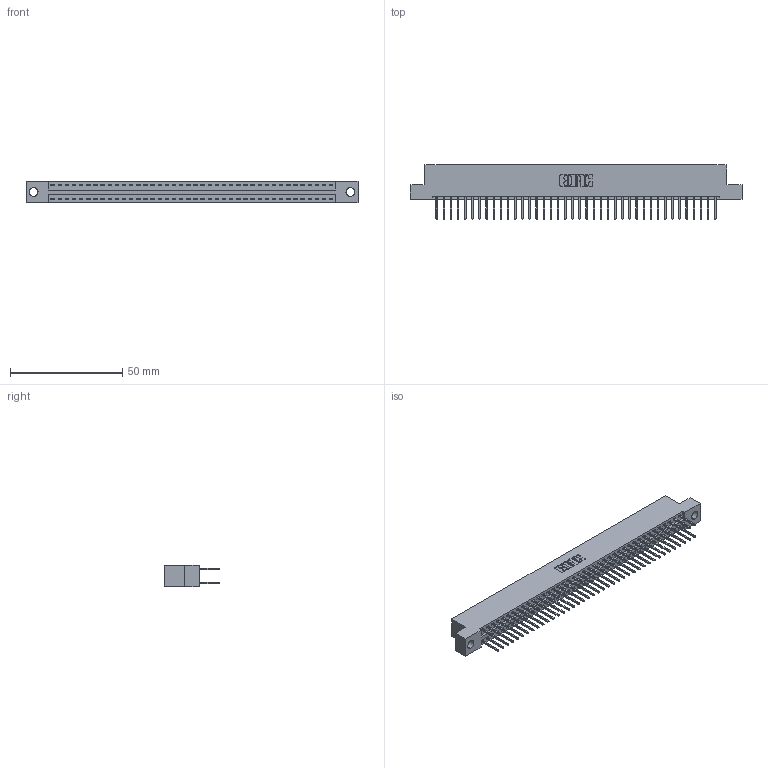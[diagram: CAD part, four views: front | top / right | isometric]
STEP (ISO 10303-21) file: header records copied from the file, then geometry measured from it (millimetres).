
FILE_DESCRIPTION (( 'STEP AP203' ), '1' );
FILE_NAME ('396-080-526-204.STEP', '2018-09-09T20:37:49', ( '' ), ( '' ), 'SwSTEP 2.0', 'SolidWorks 2016', '' );
FILE_SCHEMA (( 'CONFIG_CONTROL_DESIGN' ));
Length unit declared in the file: inch
Products named in the file (3): 345-292-001_345-293-126; 396-080-526-204; 346 Part_Flush Mounting Lugs - 0.156 Dia-TH
Assembly tree (81 placements, depth 2):
  396-080-526-204
    346 Part_Flush Mounting Lugs - 0.156 Dia-TH
    345-292-001_345-293-126  x80
Bounding box: 147.57 x 24.13 x 9.4 mm (x, y, z)
Volume: 14418.1 mm3; surface area: 20187.7 mm2
Topology: 81 solids, 81 shells, 4282 faces, 12729 edges, 8378 vertices
Faces by surface type: plane 2876, cylinder 1406
Entity records: 26395 total; most frequent: CARTESIAN_POINT 4352, ORIENTED_EDGE 4286, DIRECTION 3887, EDGE_CURVE 2143, VECTOR 1851, LINE 1851, VERTEX_POINT 1426, AXIS2_PLACEMENT_3D 1018
